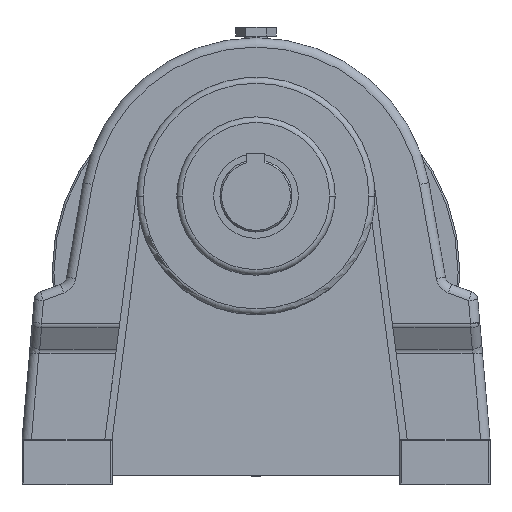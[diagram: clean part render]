
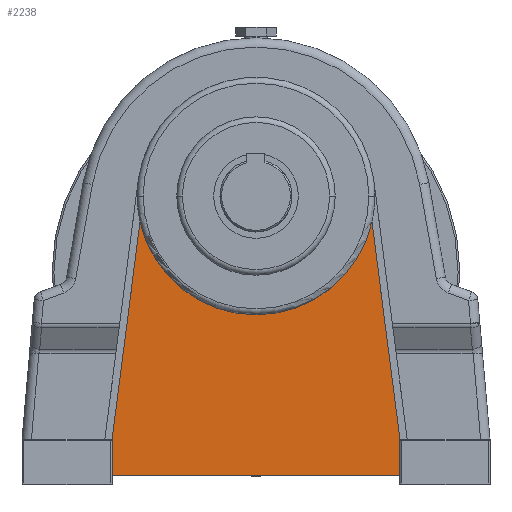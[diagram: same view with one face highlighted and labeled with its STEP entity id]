
A CAD part, top view. The second image highlights one B-rep face of the part: STEP entity #2238.
In plain terms, the highlighted planar face has unit normal (0, 0, 1).
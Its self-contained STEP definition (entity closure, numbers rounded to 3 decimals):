
#6 = ORIENTED_EDGE ( 'NONE', *, *, #719, .T. ) ;
#32 = LINE ( 'NONE', #1852, #5621 ) ;
#142 = FACE_OUTER_BOUND ( 'NONE', #385, .T. ) ;
#292 = DIRECTION ( 'NONE',  ( 1., 0., 0. ) ) ;
#355 = DIRECTION ( 'NONE',  ( 0., -1., 0. ) ) ;
#385 = EDGE_LOOP ( 'NONE', ( #6, #5030, #1409, #1106, #5573, #6126 ) ) ;
#493 = VERTEX_POINT ( 'NONE', #1448 ) ;
#536 = CARTESIAN_POINT ( 'NONE',  ( 80., -135., -14.022 ) ) ;
#549 = CARTESIAN_POINT ( 'NONE',  ( 80., -155., -14.022 ) ) ;
#679 = CIRCLE ( 'NONE', #3296, 66. ) ;
#719 = EDGE_CURVE ( 'NONE', #493, #4924, #6227, .T. ) ;
#1106 = ORIENTED_EDGE ( 'NONE', *, *, #1586, .T. ) ;
#1409 = ORIENTED_EDGE ( 'NONE', *, *, #5946, .T. ) ;
#1448 = CARTESIAN_POINT ( 'NONE',  ( -80., -135., -14.022 ) ) ;
#1492 = AXIS2_PLACEMENT_3D ( 'NONE', #2428, #3618, #7084 ) ;
#1512 = CARTESIAN_POINT ( 'NONE',  ( 80., -155., -14.022 ) ) ;
#1551 = DIRECTION ( 'NONE',  ( 1., 0., 0. ) ) ;
#1586 = EDGE_CURVE ( 'NONE', #5155, #2980, #7552, .T. ) ;
#1852 = CARTESIAN_POINT ( 'NONE',  ( -64.41, -14.398, -14.022 ) ) ;
#2145 = CARTESIAN_POINT ( 'NONE',  ( 80., -135., -14.022 ) ) ;
#2238 = ADVANCED_FACE ( 'NONE', ( #142 ), #5362, .T. ) ;
#2428 = CARTESIAN_POINT ( 'NONE',  ( 0., 0., -14.022 ) ) ;
#2659 = EDGE_CURVE ( 'NONE', #7390, #493, #32, .T. ) ;
#2852 = EDGE_CURVE ( 'NONE', #4924, #6349, #7523, .T. ) ;
#2888 = VECTOR ( 'NONE', #4415, 1000. ) ;
#2979 = DIRECTION ( 'NONE',  ( -0.128, -0.992, 0. ) ) ;
#2980 = VERTEX_POINT ( 'NONE', #3540 ) ;
#3191 = EDGE_CURVE ( 'NONE', #2980, #7390, #679, .T. ) ;
#3296 = AXIS2_PLACEMENT_3D ( 'NONE', #4499, #5006, #1551 ) ;
#3540 = CARTESIAN_POINT ( 'NONE',  ( 64.41, -14.398, -14.022 ) ) ;
#3618 = DIRECTION ( 'NONE',  ( 0., 0., 1. ) ) ;
#3769 = CARTESIAN_POINT ( 'NONE',  ( -80., -155., -14.022 ) ) ;
#4415 = DIRECTION ( 'NONE',  ( -0.128, 0.992, 0. ) ) ;
#4499 = CARTESIAN_POINT ( 'NONE',  ( 0., 0., -14.022 ) ) ;
#4924 = VERTEX_POINT ( 'NONE', #5556 ) ;
#5006 = DIRECTION ( 'NONE',  ( 0., 0., -1. ) ) ;
#5030 = ORIENTED_EDGE ( 'NONE', *, *, #2852, .T. ) ;
#5155 = VERTEX_POINT ( 'NONE', #536 ) ;
#5208 = VECTOR ( 'NONE', #6281, 1000. ) ;
#5362 = PLANE ( 'NONE',  #1492 ) ;
#5556 = CARTESIAN_POINT ( 'NONE',  ( -80., -155., -14.022 ) ) ;
#5573 = ORIENTED_EDGE ( 'NONE', *, *, #3191, .T. ) ;
#5621 = VECTOR ( 'NONE', #2979, 1000. ) ;
#5946 = EDGE_CURVE ( 'NONE', #6349, #5155, #7128, .T. ) ;
#5990 = VECTOR ( 'NONE', #292, 1000. ) ;
#6043 = VECTOR ( 'NONE', #355, 1000. ) ;
#6126 = ORIENTED_EDGE ( 'NONE', *, *, #2659, .T. ) ;
#6217 = CARTESIAN_POINT ( 'NONE',  ( -80., -135., -14.022 ) ) ;
#6227 = LINE ( 'NONE', #6217, #6043 ) ;
#6281 = DIRECTION ( 'NONE',  ( 0., 1., 0. ) ) ;
#6349 = VERTEX_POINT ( 'NONE', #1512 ) ;
#7084 = DIRECTION ( 'NONE',  ( 1., 0., 0. ) ) ;
#7128 = LINE ( 'NONE', #549, #5208 ) ;
#7390 = VERTEX_POINT ( 'NONE', #7589 ) ;
#7523 = LINE ( 'NONE', #3769, #5990 ) ;
#7552 = LINE ( 'NONE', #2145, #2888 ) ;
#7589 = CARTESIAN_POINT ( 'NONE',  ( -64.41, -14.398, -14.022 ) ) ;
